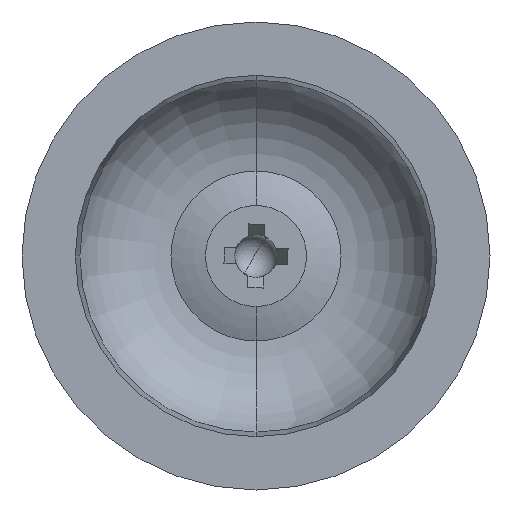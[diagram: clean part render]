
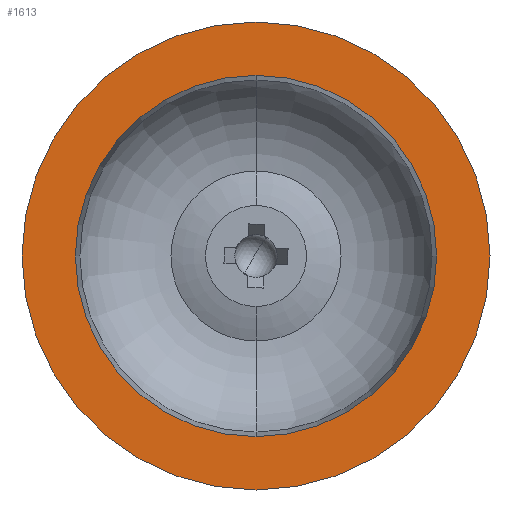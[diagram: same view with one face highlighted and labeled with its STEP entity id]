
A CAD part, front view. The second image highlights one B-rep face of the part: STEP entity #1613.
In plain terms, the highlighted planar face has unit normal (0, -1, 0).
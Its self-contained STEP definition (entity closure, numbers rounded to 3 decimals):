
#127 = AXIS2_PLACEMENT_3D ( 'NONE', #431, #1128, #610 ) ;
#179 = PLANE ( 'NONE',  #1343 ) ;
#272 = ORIENTED_EDGE ( 'NONE', *, *, #1561, .F. ) ;
#306 = FACE_OUTER_BOUND ( 'NONE', #2022, .T. ) ;
#345 = EDGE_CURVE ( 'NONE', #1290, #1698, #2013, .T. ) ;
#361 = DIRECTION ( 'NONE',  ( 0., 0., 1. ) ) ;
#374 = CARTESIAN_POINT ( 'NONE',  ( 0., 0., 0. ) ) ;
#405 = CARTESIAN_POINT ( 'NONE',  ( 0., 0., -16.985 ) ) ;
#431 = CARTESIAN_POINT ( 'NONE',  ( 0., 0., 0. ) ) ;
#553 = DIRECTION ( 'NONE',  ( 0., 1., 0. ) ) ;
#610 = DIRECTION ( 'NONE',  ( 0., 0., -1. ) ) ;
#696 = AXIS2_PLACEMENT_3D ( 'NONE', #1523, #986, #2066 ) ;
#716 = DIRECTION ( 'NONE',  ( 0., 0., -1. ) ) ;
#986 = DIRECTION ( 'NONE',  ( 0., -1., 0. ) ) ;
#1083 = CARTESIAN_POINT ( 'NONE',  ( 0., 0., 16.985 ) ) ;
#1128 = DIRECTION ( 'NONE',  ( 0., -1., 0. ) ) ;
#1169 = VERTEX_POINT ( 'NONE', #1256 ) ;
#1256 = CARTESIAN_POINT ( 'NONE',  ( 0., 0., -22. ) ) ;
#1257 = EDGE_CURVE ( 'NONE', #1940, #1169, #2031, .T. ) ;
#1271 = FACE_BOUND ( 'NONE', #1878, .T. ) ;
#1290 = VERTEX_POINT ( 'NONE', #1083 ) ;
#1301 = CIRCLE ( 'NONE', #696, 16.985 ) ;
#1343 = AXIS2_PLACEMENT_3D ( 'NONE', #1990, #553, #361 ) ;
#1400 = ORIENTED_EDGE ( 'NONE', *, *, #345, .F. ) ;
#1454 = AXIS2_PLACEMENT_3D ( 'NONE', #374, #1818, #2174 ) ;
#1477 = CIRCLE ( 'NONE', #1454, 22. ) ;
#1496 = AXIS2_PLACEMENT_3D ( 'NONE', #1661, #1805, #716 ) ;
#1523 = CARTESIAN_POINT ( 'NONE',  ( 0., 0., 0. ) ) ;
#1561 = EDGE_CURVE ( 'NONE', #1169, #1940, #1477, .T. ) ;
#1613 = ADVANCED_FACE ( 'NONE', ( #1271, #306 ), #179, .F. ) ;
#1635 = ORIENTED_EDGE ( 'NONE', *, *, #1781, .F. ) ;
#1661 = CARTESIAN_POINT ( 'NONE',  ( 0., 0., 0. ) ) ;
#1698 = VERTEX_POINT ( 'NONE', #405 ) ;
#1781 = EDGE_CURVE ( 'NONE', #1698, #1290, #1301, .T. ) ;
#1805 = DIRECTION ( 'NONE',  ( 0., 1., 0. ) ) ;
#1818 = DIRECTION ( 'NONE',  ( 0., 1., 0. ) ) ;
#1876 = ORIENTED_EDGE ( 'NONE', *, *, #1257, .F. ) ;
#1878 = EDGE_LOOP ( 'NONE', ( #1635, #1400 ) ) ;
#1940 = VERTEX_POINT ( 'NONE', #2101 ) ;
#1990 = CARTESIAN_POINT ( 'NONE',  ( -22., 0., 0. ) ) ;
#2013 = CIRCLE ( 'NONE', #127, 16.985 ) ;
#2022 = EDGE_LOOP ( 'NONE', ( #272, #1876 ) ) ;
#2031 = CIRCLE ( 'NONE', #1496, 22. ) ;
#2066 = DIRECTION ( 'NONE',  ( 0., 0., -1. ) ) ;
#2101 = CARTESIAN_POINT ( 'NONE',  ( 0., 0., 22. ) ) ;
#2174 = DIRECTION ( 'NONE',  ( 0., 0., -1. ) ) ;
